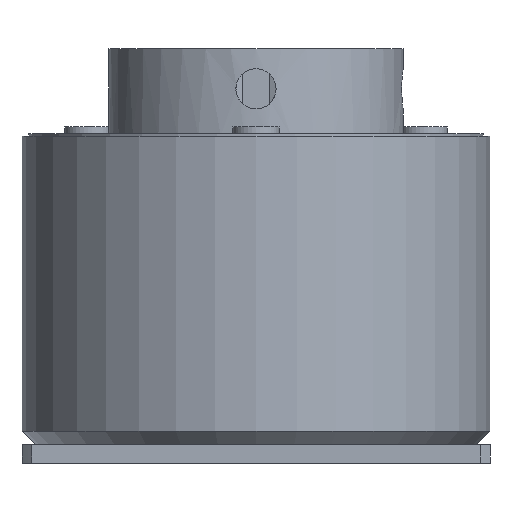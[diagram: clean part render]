
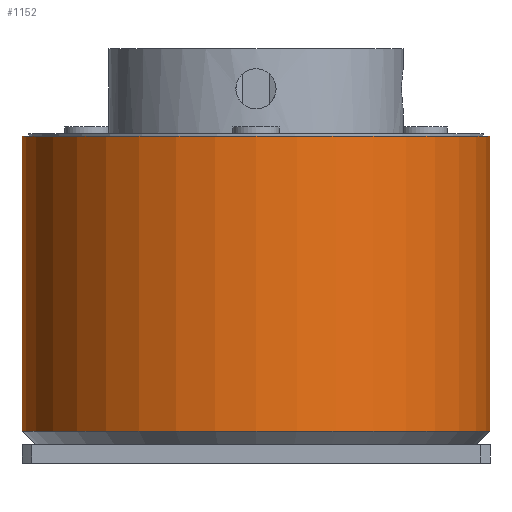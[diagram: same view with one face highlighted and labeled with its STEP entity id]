
A CAD part, front view. The second image highlights one B-rep face of the part: STEP entity #1152.
In plain terms, the highlighted cylindrical face has radius 17.5 mm (diameter 35 mm), a partial arc.
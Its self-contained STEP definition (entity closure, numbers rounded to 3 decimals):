
#570 = VERTEX_POINT ( 'NONE', #2437 ) ;
#605 = EDGE_CURVE ( 'NONE', #613, #641, #2454, .T. ) ;
#613 = VERTEX_POINT ( 'NONE', #2757 ) ;
#614 = VERTEX_POINT ( 'NONE', #2599 ) ;
#641 = VERTEX_POINT ( 'NONE', #2633 ) ;
#698 = EDGE_CURVE ( 'NONE', #614, #570, #2736, .T. ) ;
#1103 = ORIENTED_EDGE ( 'NONE', *, *, #698, .T. ) ;
#1104 = ORIENTED_EDGE ( 'NONE', *, *, #1105, .F. ) ;
#1105 = EDGE_CURVE ( 'NONE', #641, #570, #1578, .T. ) ;
#1152 = ADVANCED_FACE ( 'NONE', ( #1640 ), #1646, .T. ) ;
#1153 = EDGE_LOOP ( 'NONE', ( #1154, #1155, #1103, #1104 ) ) ;
#1154 = ORIENTED_EDGE ( 'NONE', *, *, #605, .F. ) ;
#1155 = ORIENTED_EDGE ( 'NONE', *, *, #1156, .F. ) ;
#1156 = EDGE_CURVE ( 'NONE', #614, #613, #1638, .T. ) ;
#1568 = DIRECTION ( 'NONE',  ( -1., 0., 0. ) ) ;
#1572 = AXIS2_PLACEMENT_3D ( 'NONE', #1577, #1573, #1568 ) ;
#1573 = DIRECTION ( 'NONE',  ( 0., 0., -1. ) ) ;
#1577 = CARTESIAN_POINT ( 'NONE',  ( 0., 0., 2.4 ) ) ;
#1578 = CIRCLE ( 'NONE', #1572, 17.5 ) ;
#1635 = DIRECTION ( 'NONE',  ( 0., 0., -1. ) ) ;
#1636 = AXIS2_PLACEMENT_3D ( 'NONE', #1637, #1643, #1642 ) ;
#1637 = CARTESIAN_POINT ( 'NONE',  ( 0., 0., 24.45 ) ) ;
#1638 = CIRCLE ( 'NONE', #1636, 17.5 ) ;
#1640 = FACE_OUTER_BOUND ( 'NONE', #1153, .T. ) ;
#1641 = CARTESIAN_POINT ( 'NONE',  ( 0., 0., 21.8 ) ) ;
#1642 = DIRECTION ( 'NONE',  ( 1., 0., 0. ) ) ;
#1643 = DIRECTION ( 'NONE',  ( 0., 0., 1. ) ) ;
#1644 = DIRECTION ( 'NONE',  ( -1., 0., 0. ) ) ;
#1645 = AXIS2_PLACEMENT_3D ( 'NONE', #1641, #1635, #1644 ) ;
#1646 = CYLINDRICAL_SURFACE ( 'NONE', #1645, 17.5 ) ;
#2437 = CARTESIAN_POINT ( 'NONE',  ( -17.5, 0., 2.4 ) ) ;
#2451 = DIRECTION ( 'NONE',  ( 0., 0., -1. ) ) ;
#2452 = VECTOR ( 'NONE', #2451, 1000. ) ;
#2453 = CARTESIAN_POINT ( 'NONE',  ( 17.5, 0., 21.8 ) ) ;
#2454 = LINE ( 'NONE', #2453, #2452 ) ;
#2599 = CARTESIAN_POINT ( 'NONE',  ( -17.5, 0., 24.45 ) ) ;
#2633 = CARTESIAN_POINT ( 'NONE',  ( 17.5, 0., 2.4 ) ) ;
#2733 = DIRECTION ( 'NONE',  ( 0., 0., -1. ) ) ;
#2734 = VECTOR ( 'NONE', #2733, 1000. ) ;
#2735 = CARTESIAN_POINT ( 'NONE',  ( -17.5, 0., 21.8 ) ) ;
#2736 = LINE ( 'NONE', #2735, #2734 ) ;
#2757 = CARTESIAN_POINT ( 'NONE',  ( 17.5, 0., 24.45 ) ) ;
